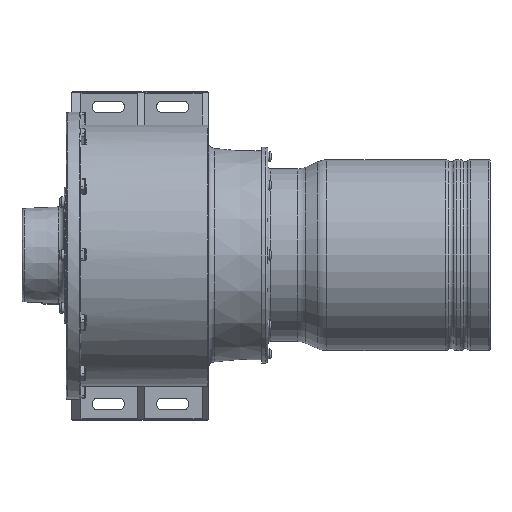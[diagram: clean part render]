
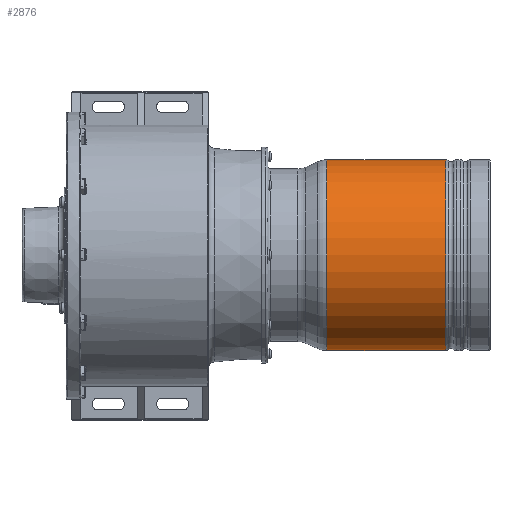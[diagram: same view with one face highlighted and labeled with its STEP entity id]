
A CAD part, top view. The second image highlights one B-rep face of the part: STEP entity #2876.
In plain terms, the highlighted cylindrical face has radius 90.496 mm (diameter 180.992 mm), a full revolution.
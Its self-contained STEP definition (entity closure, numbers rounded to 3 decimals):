
#2876 = ADVANCED_FACE( '', ( #6359, #6360 ), #6361, .T. );
#6359 = FACE_OUTER_BOUND( '', #10563, .T. );
#6360 = FACE_OUTER_BOUND( '', #10564, .T. );
#6361 = CYLINDRICAL_SURFACE( '', #10565, 90.496 );
#10563 = EDGE_LOOP( '', ( #19476 ) );
#10564 = EDGE_LOOP( '', ( #19477 ) );
#10565 = AXIS2_PLACEMENT_3D( '', #19478, #19479, #19480 );
#19476 = ORIENTED_EDGE( '', *, *, #23983, .T. );
#19477 = ORIENTED_EDGE( '', *, *, #22156, .F. );
#19478 = CARTESIAN_POINT( '', ( -60., 0., 0. ) );
#19479 = DIRECTION( '', ( 1., 0., 0. ) );
#19480 = DIRECTION( '', ( 0., 0., 1. ) );
#22156 = EDGE_CURVE( '', #26813, #26813, #26814, .T. );
#23983 = EDGE_CURVE( '', #29572, #29572, #29573, .T. );
#26813 = VERTEX_POINT( '', #33562 );
#26814 = CIRCLE( '', #33563, 90.496 );
#29572 = VERTEX_POINT( '', #37685 );
#29573 = CIRCLE( '', #37686, 90.496 );
#33562 = CARTESIAN_POINT( '', ( 247.253, 0., 90.496 ) );
#33563 = AXIS2_PLACEMENT_3D( '', #40293, #40294, #40295 );
#37685 = CARTESIAN_POINT( '', ( 360.153, 0., 90.496 ) );
#37686 = AXIS2_PLACEMENT_3D( '', #42301, #42302, #42303 );
#40293 = CARTESIAN_POINT( '', ( 247.253, 0., 0. ) );
#40294 = DIRECTION( '', ( -1., 0., 0. ) );
#40295 = DIRECTION( '', ( 0., 0., 1. ) );
#42301 = CARTESIAN_POINT( '', ( 360.153, 0., 0. ) );
#42302 = DIRECTION( '', ( -1., 0., 0. ) );
#42303 = DIRECTION( '', ( 0., 0., 1. ) );
